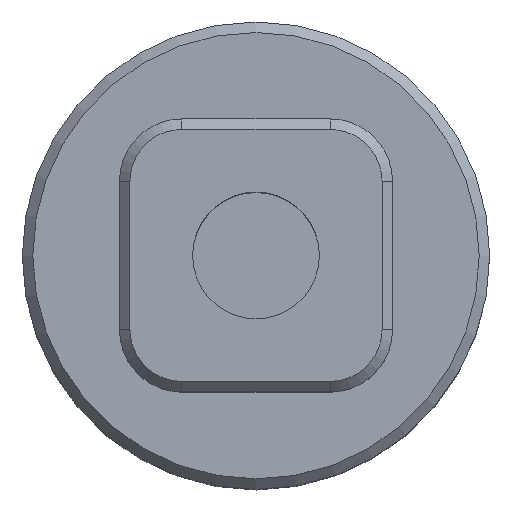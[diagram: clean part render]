
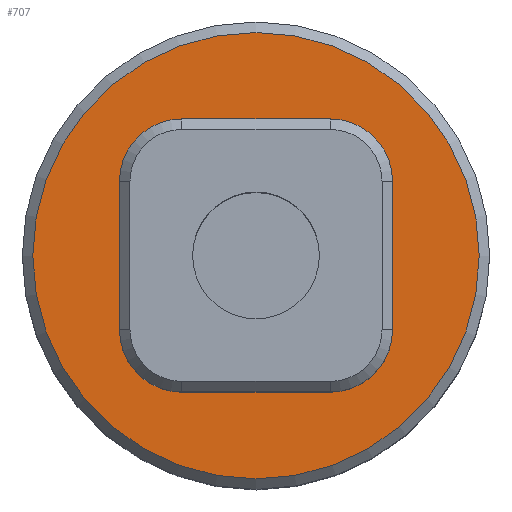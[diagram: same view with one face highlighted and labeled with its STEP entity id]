
A CAD part, top view. The second image highlights one B-rep face of the part: STEP entity #707.
In plain terms, the highlighted planar face has unit normal (0, 0, 1).
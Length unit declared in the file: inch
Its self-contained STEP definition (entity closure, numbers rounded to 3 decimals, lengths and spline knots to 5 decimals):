
#18=FACE_BOUND('',#158,.T.);
#51=CIRCLE('',#778,0.07874);
#52=CIRCLE('',#781,0.07874);
#58=CIRCLE('',#793,0.28199);
#59=CIRCLE('',#795,0.07874);
#60=CIRCLE('',#796,0.07874);
#108=FACE_OUTER_BOUND('',#157,.T.);
#157=EDGE_LOOP('',(#586));
#158=EDGE_LOOP('',(#587,#588,#589,#590,#591,#592,#593,#594));
#217=LINE('',#1172,#280);
#220=LINE('',#1180,#283);
#224=LINE('',#1205,#287);
#225=LINE('',#1208,#288);
#280=VECTOR('',#948,0.3937);
#283=VECTOR('',#957,0.3937);
#287=VECTOR('',#987,0.3937);
#288=VECTOR('',#990,0.3937);
#339=VERTEX_POINT('',#1164);
#340=VERTEX_POINT('',#1166);
#341=VERTEX_POINT('',#1170);
#342=VERTEX_POINT('',#1174);
#343=VERTEX_POINT('',#1178);
#349=VERTEX_POINT('',#1198);
#350=VERTEX_POINT('',#1202);
#351=VERTEX_POINT('',#1204);
#352=VERTEX_POINT('',#1206);
#419=EDGE_CURVE('',#339,#340,#51,.T.);
#422=EDGE_CURVE('',#341,#339,#217,.T.);
#424=EDGE_CURVE('',#342,#341,#52,.T.);
#426=EDGE_CURVE('',#343,#342,#220,.T.);
#435=EDGE_CURVE('',#349,#349,#58,.T.);
#436=EDGE_CURVE('',#350,#343,#59,.T.);
#437=EDGE_CURVE('',#351,#350,#224,.T.);
#438=EDGE_CURVE('',#352,#351,#60,.T.);
#439=EDGE_CURVE('',#340,#352,#225,.T.);
#586=ORIENTED_EDGE('',*,*,#435,.F.);
#587=ORIENTED_EDGE('',*,*,#424,.F.);
#588=ORIENTED_EDGE('',*,*,#426,.F.);
#589=ORIENTED_EDGE('',*,*,#436,.F.);
#590=ORIENTED_EDGE('',*,*,#437,.F.);
#591=ORIENTED_EDGE('',*,*,#438,.F.);
#592=ORIENTED_EDGE('',*,*,#439,.F.);
#593=ORIENTED_EDGE('',*,*,#419,.F.);
#594=ORIENTED_EDGE('',*,*,#422,.F.);
#669=PLANE('',#794);
#707=ADVANCED_FACE('',(#108,#18),#669,.T.);
#778=AXIS2_PLACEMENT_3D('',#1167,#942,#943);
#781=AXIS2_PLACEMENT_3D('',#1176,#952,#953);
#793=AXIS2_PLACEMENT_3D('',#1200,#981,#982);
#794=AXIS2_PLACEMENT_3D('',#1201,#983,#984);
#795=AXIS2_PLACEMENT_3D('',#1203,#985,#986);
#796=AXIS2_PLACEMENT_3D('',#1207,#988,#989);
#942=DIRECTION('center_axis',(0.,0.,1.));
#943=DIRECTION('ref_axis',(-1.,0.,0.));
#948=DIRECTION('',(0.,-1.,0.));
#952=DIRECTION('center_axis',(0.,0.,1.));
#953=DIRECTION('ref_axis',(0.,1.,0.));
#957=DIRECTION('',(-1.,0.,0.));
#981=DIRECTION('center_axis',(0.,0.,-1.));
#982=DIRECTION('ref_axis',(1.,0.,0.));
#983=DIRECTION('center_axis',(0.,0.,1.));
#984=DIRECTION('ref_axis',(1.,0.,0.));
#985=DIRECTION('center_axis',(0.,0.,1.));
#986=DIRECTION('ref_axis',(1.,0.,0.));
#987=DIRECTION('',(0.,1.,0.));
#988=DIRECTION('center_axis',(0.,0.,1.));
#989=DIRECTION('ref_axis',(0.,-1.,0.));
#990=DIRECTION('',(1.,0.,0.));
#1164=CARTESIAN_POINT('',(-0.1725,-0.09376,0.84125));
#1166=CARTESIAN_POINT('',(-0.09376,-0.1725,0.84125));
#1167=CARTESIAN_POINT('Origin',(-0.09376,-0.09376,
0.84125));
#1170=CARTESIAN_POINT('',(-0.1725,0.09376,0.84125));
#1172=CARTESIAN_POINT('',(-0.1725,-0.09376,0.84125));
#1174=CARTESIAN_POINT('',(-0.09376,0.1725,0.84125));
#1176=CARTESIAN_POINT('Origin',(-0.09376,0.09376,0.84125));
#1178=CARTESIAN_POINT('',(0.09376,0.1725,0.84125));
#1180=CARTESIAN_POINT('',(-0.09376,0.1725,0.84125));
#1198=CARTESIAN_POINT('',(-0.28199,0.,0.84125));
#1200=CARTESIAN_POINT('Origin',(0.,0.,0.84125));
#1201=CARTESIAN_POINT('Origin',(0.,0.,0.84125));
#1202=CARTESIAN_POINT('',(0.1725,0.09376,0.84125));
#1203=CARTESIAN_POINT('Origin',(0.09376,0.09376,0.84125));
#1204=CARTESIAN_POINT('',(0.1725,-0.09376,0.84125));
#1205=CARTESIAN_POINT('',(0.1725,0.09376,0.84125));
#1206=CARTESIAN_POINT('',(0.09376,-0.1725,0.84125));
#1207=CARTESIAN_POINT('Origin',(0.09376,-0.09376,0.84125));
#1208=CARTESIAN_POINT('',(0.09376,-0.1725,0.84125));
